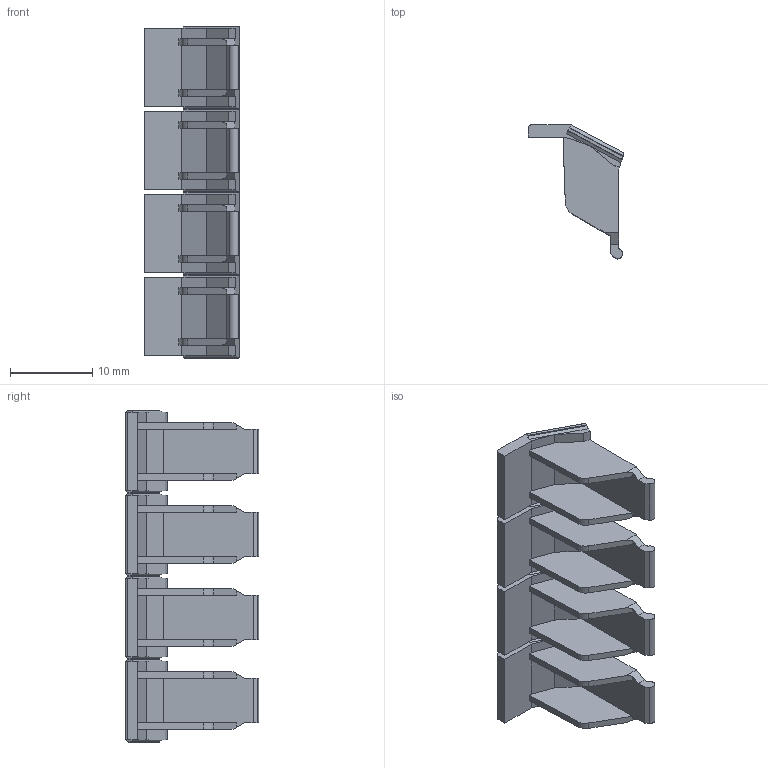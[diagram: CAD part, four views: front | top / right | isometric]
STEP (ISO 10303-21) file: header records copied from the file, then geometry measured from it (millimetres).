
FILE_DESCRIPTION(/* description */ (''),/* implementation_level */ '2;1');
FILE_NAME(/* name */ '3709_ZAD10_4_B_iso.stp',/* time_stamp */ '2011-08-04T15:43:21+02:00',/* author */ (''),/* organization */ (''),/* preprocessor_version */ 'ST-DEVELOPER v11',/* originating_system */ 'SIEMENS UGS NX 6.0',/* authorisation */ '');
FILE_SCHEMA (('CONFIG_CONTROL_DESIGN'));
Length unit declared in the file: millimetre
Products named in the file (1): 3709_ZAD10_4_B_iso
Bounding box: 11.58 x 16.25 x 40.4 mm (x, y, z)
Volume: 1350.2 mm3; surface area: 2709.9 mm2
Topology: 1 solids, 1 shells, 182 faces, 524 edges, 344 vertices
Faces by surface type: plane 148, cylinder 34
Entity records: 5974 total; most frequent: CARTESIAN_POINT 1105, ORIENTED_EDGE 1048, DIRECTION 922, EDGE_CURVE 524, LINE 456, VECTOR 456, VERTEX_POINT 344, AXIS2_PLACEMENT_3D 233
